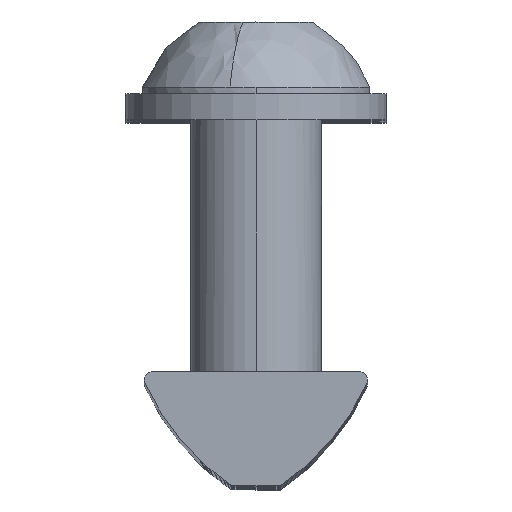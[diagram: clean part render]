
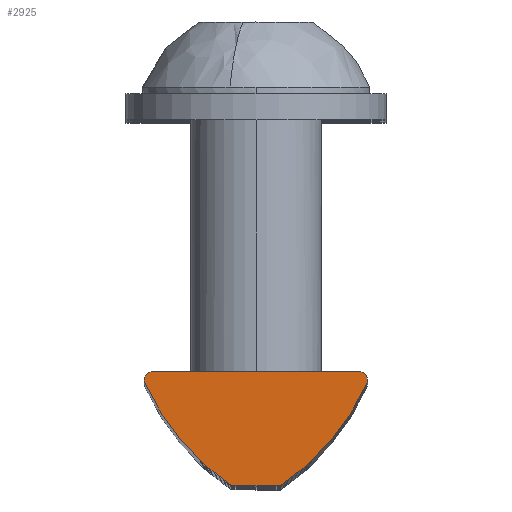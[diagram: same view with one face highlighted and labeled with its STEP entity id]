
A CAD part, top view. The second image highlights one B-rep face of the part: STEP entity #2925.
In plain terms, the highlighted planar face has unit normal (0, 0, 1).
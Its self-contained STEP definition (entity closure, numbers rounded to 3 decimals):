
#60 = DIRECTION ( 'NONE',  ( -1., 0., 0. ) ) ;
#279 = DIRECTION ( 'NONE',  ( 0., 0., -1. ) ) ;
#378 = ORIENTED_EDGE ( 'NONE', *, *, #4757, .F. ) ;
#413 = CARTESIAN_POINT ( 'NONE',  ( -6.876, 5.444, 75. ) ) ;
#447 = CARTESIAN_POINT ( 'NONE',  ( -6.35, -0.5, 75. ) ) ;
#594 = VERTEX_POINT ( 'NONE', #3345 ) ;
#780 = CARTESIAN_POINT ( 'NONE',  ( 6.35, -0.5, 75. ) ) ;
#856 = VERTEX_POINT ( 'NONE', #4376 ) ;
#882 = PLANE ( 'NONE',  #2105 ) ;
#891 = DIRECTION ( 'NONE',  ( -1., 0., 0. ) ) ;
#926 = DIRECTION ( 'NONE',  ( 0., 0., -1. ) ) ;
#960 = VERTEX_POINT ( 'NONE', #2194 ) ;
#1020 = EDGE_LOOP ( 'NONE', ( #378, #5258, #2248, #3719, #4489, #2356, #3019 ) ) ;
#1044 = CARTESIAN_POINT ( 'NONE',  ( 6.35, 0., 75. ) ) ;
#1137 = AXIS2_PLACEMENT_3D ( 'NONE', #780, #279, #3536 ) ;
#1395 = AXIS2_PLACEMENT_3D ( 'NONE', #413, #3668, #891 ) ;
#1444 = VERTEX_POINT ( 'NONE', #2066 ) ;
#1879 = LINE ( 'NONE', #3242, #3827 ) ;
#2066 = CARTESIAN_POINT ( 'NONE',  ( -1.5, -7., 75. ) ) ;
#2105 = AXIS2_PLACEMENT_3D ( 'NONE', #4615, #3640, #3675 ) ;
#2194 = CARTESIAN_POINT ( 'NONE',  ( -6.806, -0.705, 75. ) ) ;
#2211 = EDGE_CURVE ( 'NONE', #3526, #594, #2245, .T. ) ;
#2245 = CIRCLE ( 'NONE', #1395, 15. ) ;
#2248 = ORIENTED_EDGE ( 'NONE', *, *, #2278, .F. ) ;
#2278 = EDGE_CURVE ( 'NONE', #594, #1444, #1879, .T. ) ;
#2324 = EDGE_CURVE ( 'NONE', #2542, #856, #4551, .T. ) ;
#2356 = ORIENTED_EDGE ( 'NONE', *, *, #2324, .T. ) ;
#2542 = VERTEX_POINT ( 'NONE', #4694 ) ;
#2637 = CARTESIAN_POINT ( 'NONE',  ( -6.85, -0.5, 75. ) ) ;
#2641 = CARTESIAN_POINT ( 'NONE',  ( -6.35, -0.5, 75. ) ) ;
#2925 = ADVANCED_FACE ( 'NONE', ( #4977 ), #882, .F. ) ;
#3019 = ORIENTED_EDGE ( 'NONE', *, *, #4384, .F. ) ;
#3136 = AXIS2_PLACEMENT_3D ( 'NONE', #4956, #5379, #4530 ) ;
#3242 = CARTESIAN_POINT ( 'NONE',  ( 6.35, -7., 75. ) ) ;
#3325 = VECTOR ( 'NONE', #3753, 1000. ) ;
#3345 = CARTESIAN_POINT ( 'NONE',  ( 1.5, -7., 75. ) ) ;
#3472 = AXIS2_PLACEMENT_3D ( 'NONE', #447, #926, #4231 ) ;
#3526 = VERTEX_POINT ( 'NONE', #3694 ) ;
#3536 = DIRECTION ( 'NONE',  ( -1., 0., 0. ) ) ;
#3553 = CIRCLE ( 'NONE', #1137, 0.5 ) ;
#3640 = DIRECTION ( 'NONE',  ( 0., 0., -1. ) ) ;
#3668 = DIRECTION ( 'NONE',  ( 0., 0., -1. ) ) ;
#3675 = DIRECTION ( 'NONE',  ( -1., 0., 0. ) ) ;
#3694 = CARTESIAN_POINT ( 'NONE',  ( 6.806, -0.705, 75. ) ) ;
#3719 = ORIENTED_EDGE ( 'NONE', *, *, #2211, .F. ) ;
#3753 = DIRECTION ( 'NONE',  ( -1., 0., 0. ) ) ;
#3806 = CIRCLE ( 'NONE', #6006, 0.5 ) ;
#3827 = VECTOR ( 'NONE', #60, 1000. ) ;
#4231 = DIRECTION ( 'NONE',  ( -1., 0., 0. ) ) ;
#4376 = CARTESIAN_POINT ( 'NONE',  ( -6.35, 0., 75. ) ) ;
#4384 = EDGE_CURVE ( 'NONE', #5832, #856, #5704, .T. ) ;
#4489 = ORIENTED_EDGE ( 'NONE', *, *, #5469, .F. ) ;
#4530 = DIRECTION ( 'NONE',  ( -1., 0., 0. ) ) ;
#4551 = LINE ( 'NONE', #1044, #3325 ) ;
#4615 = CARTESIAN_POINT ( 'NONE',  ( 6.35, -0.5, 75. ) ) ;
#4694 = CARTESIAN_POINT ( 'NONE',  ( 6.35, 0., 75. ) ) ;
#4757 = EDGE_CURVE ( 'NONE', #960, #5832, #3806, .T. ) ;
#4875 = DIRECTION ( 'NONE',  ( 0., 0., -1. ) ) ;
#4956 = CARTESIAN_POINT ( 'NONE',  ( 6.876, 5.444, 75. ) ) ;
#4977 = FACE_OUTER_BOUND ( 'NONE', #1020, .T. ) ;
#5187 = CIRCLE ( 'NONE', #3136, 15. ) ;
#5258 = ORIENTED_EDGE ( 'NONE', *, *, #5796, .F. ) ;
#5367 = DIRECTION ( 'NONE',  ( -1., 0., 0. ) ) ;
#5379 = DIRECTION ( 'NONE',  ( 0., 0., -1. ) ) ;
#5469 = EDGE_CURVE ( 'NONE', #2542, #3526, #3553, .T. ) ;
#5704 = CIRCLE ( 'NONE', #3472, 0.5 ) ;
#5796 = EDGE_CURVE ( 'NONE', #1444, #960, #5187, .T. ) ;
#5832 = VERTEX_POINT ( 'NONE', #2637 ) ;
#6006 = AXIS2_PLACEMENT_3D ( 'NONE', #2641, #4875, #5367 ) ;
